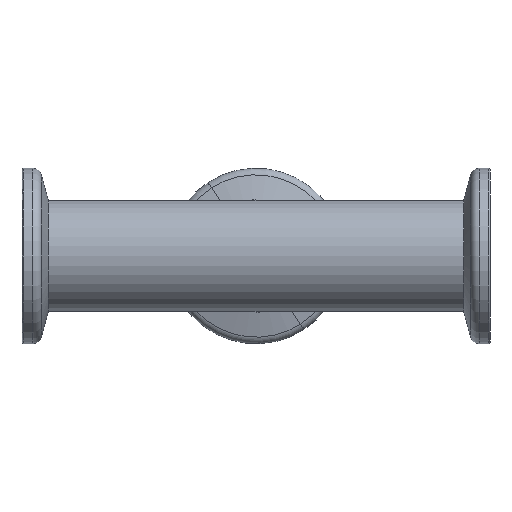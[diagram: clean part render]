
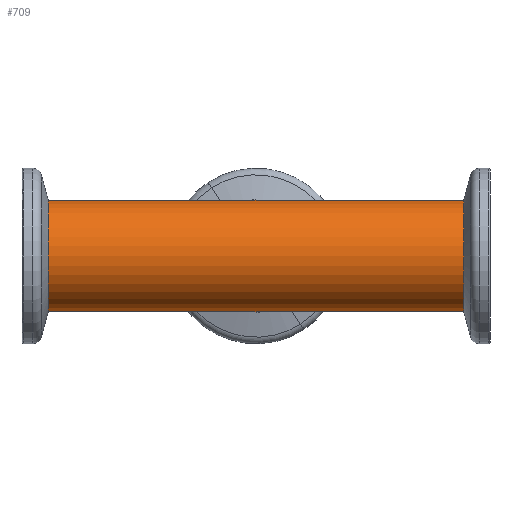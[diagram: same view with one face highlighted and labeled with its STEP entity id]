
A CAD part, front view. The second image highlights one B-rep face of the part: STEP entity #709.
In plain terms, the highlighted cylindrical face has radius 9.5 mm (diameter 19 mm), a partial arc.
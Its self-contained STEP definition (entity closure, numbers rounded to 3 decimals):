
#4 = CARTESIAN_POINT ( 'NONE',  ( 36.5, 0., -9.5 ) ) ;
#15 = DIRECTION ( 'NONE',  ( 0., 0., 1. ) ) ;
#21 = VERTEX_POINT ( 'NONE', #592 ) ;
#38 = EDGE_CURVE ( 'NONE', #21, #120, #285, .T. ) ;
#60 = EDGE_CURVE ( 'NONE', #1175, #21, #1046, .T. ) ;
#84 = DIRECTION ( 'NONE',  ( -1., 0., 0. ) ) ;
#97 = DIRECTION ( 'NONE',  ( -1., 0., 0. ) ) ;
#111 = AXIS2_PLACEMENT_3D ( 'NONE', #570, #194, #752 ) ;
#120 = VERTEX_POINT ( 'NONE', #190 ) ;
#149 = EDGE_CURVE ( 'NONE', #405, #120, #968, .T. ) ;
#174 = DIRECTION ( 'NONE',  ( -1., 0., 0. ) ) ;
#182 = LINE ( 'NONE', #330, #1178 ) ;
#190 = CARTESIAN_POINT ( 'NONE',  ( -36.5, 0., -9.5 ) ) ;
#193 = CARTESIAN_POINT ( 'NONE',  ( 36.5, 0., -9.5 ) ) ;
#194 = DIRECTION ( 'NONE',  ( 1., 0., 0. ) ) ;
#234 = ORIENTED_EDGE ( 'NONE', *, *, #149, .T. ) ;
#259 = CARTESIAN_POINT ( 'NONE',  ( 0., 0., 9.5 ) ) ;
#280 = VECTOR ( 'NONE', #174, 1000. ) ;
#285 = LINE ( 'NONE', #4, #980 ) ;
#287 = EDGE_CURVE ( 'NONE', #827, #1175, #616, .T. ) ;
#305 = LINE ( 'NONE', #714, #280 ) ;
#312 = ORIENTED_EDGE ( 'NONE', *, *, #60, .F. ) ;
#317 = CARTESIAN_POINT ( 'NONE',  ( -36.5, 0., 9.5 ) ) ;
#330 = CARTESIAN_POINT ( 'NONE',  ( 36.5, 0., 9.5 ) ) ;
#353 = EDGE_CURVE ( 'NONE', #827, #1148, #305, .T. ) ;
#399 = ORIENTED_EDGE ( 'NONE', *, *, #353, .T. ) ;
#405 = VERTEX_POINT ( 'NONE', #317 ) ;
#414 = DIRECTION ( 'NONE',  ( -1., 0., 0. ) ) ;
#439 = ORIENTED_EDGE ( 'NONE', *, *, #38, .F. ) ;
#480 = DIRECTION ( 'NONE',  ( -1., 0., 0. ) ) ;
#485 = AXIS2_PLACEMENT_3D ( 'NONE', #663, #84, #15 ) ;
#570 = CARTESIAN_POINT ( 'NONE',  ( 36.5, 0., 0. ) ) ;
#571 = CARTESIAN_POINT ( 'NONE',  ( -36.5, 0., 0. ) ) ;
#592 = CARTESIAN_POINT ( 'NONE',  ( 0., 0., -9.5 ) ) ;
#616 = CIRCLE ( 'NONE', #111, 9.5 ) ;
#645 = CYLINDRICAL_SURFACE ( 'NONE', #485, 9.5 ) ;
#656 = AXIS2_PLACEMENT_3D ( 'NONE', #571, #923, #744 ) ;
#663 = CARTESIAN_POINT ( 'NONE',  ( 36.5, 0., 0. ) ) ;
#677 = FACE_OUTER_BOUND ( 'NONE', #905, .T. ) ;
#709 = ADVANCED_FACE ( 'NONE', ( #677 ), #645, .T. ) ;
#714 = CARTESIAN_POINT ( 'NONE',  ( 36.5, 0., 9.5 ) ) ;
#740 = CARTESIAN_POINT ( 'NONE',  ( 36.5, 0., -9.5 ) ) ;
#744 = DIRECTION ( 'NONE',  ( 0., 0., -1. ) ) ;
#752 = DIRECTION ( 'NONE',  ( 0., 0., -1. ) ) ;
#827 = VERTEX_POINT ( 'NONE', #954 ) ;
#835 = ORIENTED_EDGE ( 'NONE', *, *, #287, .F. ) ;
#905 = EDGE_LOOP ( 'NONE', ( #312, #835, #399, #1042, #234, #439 ) ) ;
#923 = DIRECTION ( 'NONE',  ( 1., 0., 0. ) ) ;
#954 = CARTESIAN_POINT ( 'NONE',  ( 36.5, 0., 9.5 ) ) ;
#964 = EDGE_CURVE ( 'NONE', #1148, #405, #182, .T. ) ;
#968 = CIRCLE ( 'NONE', #656, 9.5 ) ;
#980 = VECTOR ( 'NONE', #480, 1000. ) ;
#1042 = ORIENTED_EDGE ( 'NONE', *, *, #964, .T. ) ;
#1046 = LINE ( 'NONE', #193, #1205 ) ;
#1148 = VERTEX_POINT ( 'NONE', #259 ) ;
#1175 = VERTEX_POINT ( 'NONE', #740 ) ;
#1178 = VECTOR ( 'NONE', #414, 1000. ) ;
#1205 = VECTOR ( 'NONE', #97, 1000. ) ;
